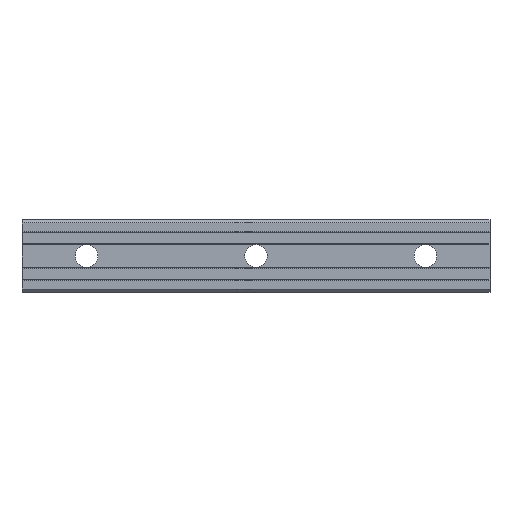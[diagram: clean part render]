
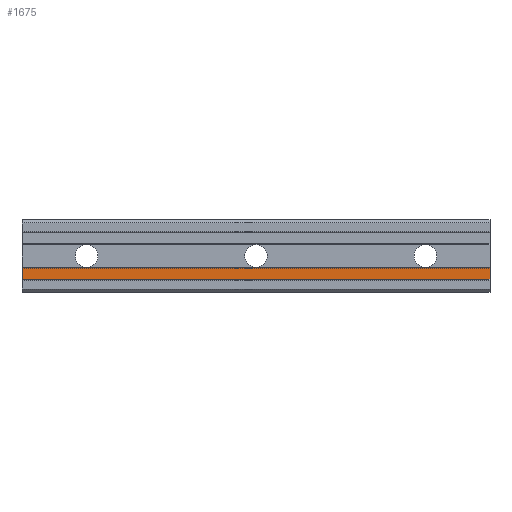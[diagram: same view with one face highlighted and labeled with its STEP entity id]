
A CAD part, front view. The second image highlights one B-rep face of the part: STEP entity #1675.
In plain terms, the highlighted planar face has unit normal (0, -1, 0).
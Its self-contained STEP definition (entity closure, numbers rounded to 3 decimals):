
#19 = CARTESIAN_POINT ( 'NONE',  ( 250., 0.5, -14.5 ) ) ;
#26 = ORIENTED_EDGE ( 'NONE', *, *, #1334, .F. ) ;
#41 = DIRECTION ( 'NONE',  ( -1., 0., 0. ) ) ;
#73 = ORIENTED_EDGE ( 'NONE', *, *, #159, .F. ) ;
#81 = DIRECTION ( 'NONE',  ( 1., 0., 0. ) ) ;
#92 = LINE ( 'NONE', #1968, #1684 ) ;
#132 = VECTOR ( 'NONE', #481, 1000. ) ;
#159 = EDGE_CURVE ( 'NONE', #596, #617, #807, .T. ) ;
#206 = DIRECTION ( 'NONE',  ( 0., 1., 0. ) ) ;
#242 = ORIENTED_EDGE ( 'NONE', *, *, #1445, .F. ) ;
#243 = CARTESIAN_POINT ( 'NONE',  ( -40., 0.5, -7.5 ) ) ;
#410 = VERTEX_POINT ( 'NONE', #1636 ) ;
#481 = DIRECTION ( 'NONE',  ( 0., 0., -1. ) ) ;
#499 = LINE ( 'NONE', #19, #565 ) ;
#515 = CARTESIAN_POINT ( 'NONE',  ( -40., 0.5, 22.211 ) ) ;
#524 = CARTESIAN_POINT ( 'NONE',  ( 250., 0.5, -14.5 ) ) ;
#565 = VECTOR ( 'NONE', #41, 1000. ) ;
#596 = VERTEX_POINT ( 'NONE', #1412 ) ;
#617 = VERTEX_POINT ( 'NONE', #524 ) ;
#679 = CARTESIAN_POINT ( 'NONE',  ( 250., 0.5, -7.5 ) ) ;
#778 = AXIS2_PLACEMENT_3D ( 'NONE', #679, #206, #1925 ) ;
#807 = LINE ( 'NONE', #1131, #1124 ) ;
#877 = EDGE_CURVE ( 'NONE', #1001, #410, #1915, .T. ) ;
#994 = FACE_OUTER_BOUND ( 'NONE', #1797, .T. ) ;
#1001 = VERTEX_POINT ( 'NONE', #243 ) ;
#1124 = VECTOR ( 'NONE', #1264, 1000. ) ;
#1131 = CARTESIAN_POINT ( 'NONE',  ( 250., 0.5, 22.211 ) ) ;
#1164 = PLANE ( 'NONE',  #778 ) ;
#1234 = ORIENTED_EDGE ( 'NONE', *, *, #877, .T. ) ;
#1264 = DIRECTION ( 'NONE',  ( 0., 0., -1. ) ) ;
#1334 = EDGE_CURVE ( 'NONE', #617, #410, #499, .T. ) ;
#1412 = CARTESIAN_POINT ( 'NONE',  ( 250., 0.5, -7.5 ) ) ;
#1445 = EDGE_CURVE ( 'NONE', #1001, #596, #92, .T. ) ;
#1636 = CARTESIAN_POINT ( 'NONE',  ( -40., 0.5, -14.5 ) ) ;
#1675 = ADVANCED_FACE ( 'NONE', ( #994 ), #1164, .F. ) ;
#1684 = VECTOR ( 'NONE', #81, 1000. ) ;
#1797 = EDGE_LOOP ( 'NONE', ( #26, #73, #242, #1234 ) ) ;
#1915 = LINE ( 'NONE', #515, #132 ) ;
#1925 = DIRECTION ( 'NONE',  ( 0., 0., 1. ) ) ;
#1968 = CARTESIAN_POINT ( 'NONE',  ( 250., 0.5, -7.5 ) ) ;
